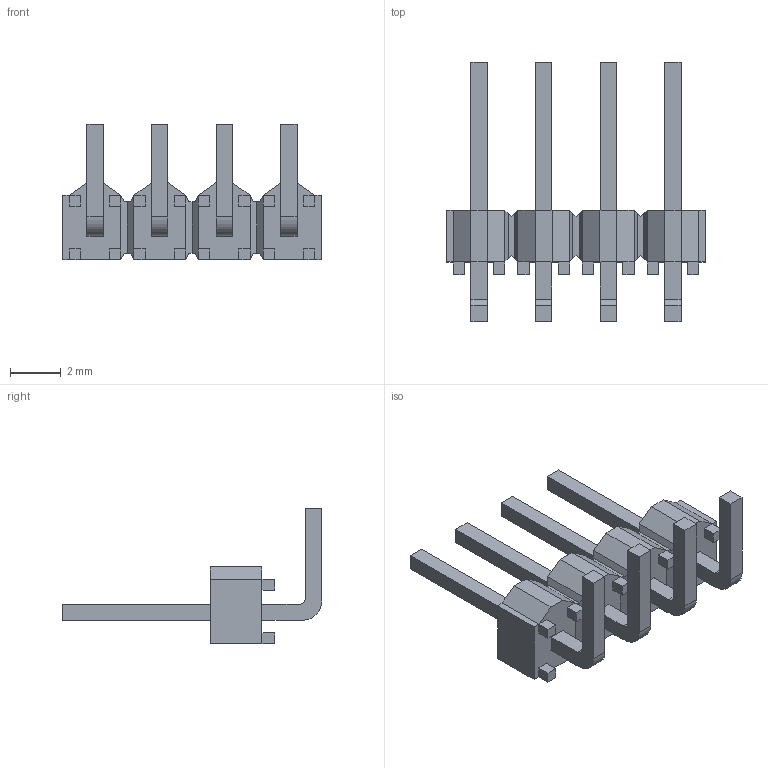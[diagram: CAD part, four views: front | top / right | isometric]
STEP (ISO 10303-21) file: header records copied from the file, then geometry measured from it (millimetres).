
FILE_DESCRIPTION(/* description */ ('STEP AP203'),/* implementation_level */ '2;1');
FILE_NAME(/* name */ 'MTSW-104-08-G-S-229-RA',/* time_stamp */ '2025-12-02T13:39:16+01:00',/* author */ ('License CC BY-ND 4.0'),/* organization */ ('CADENAS'),/* preprocessor_version */ 'ST-DEVELOPER v20',/* originating_system */ 'PARTsolutions',/* authorisation */ ' ');
FILE_SCHEMA (('CONFIG_CONTROL_DESIGN'));
Length unit declared in the file: inch
Products named in the file (3): MTSW-104-08-G-S-229-RA; MTSW-104-08-G-S-229-RA_body; MTSW-104-08-S-229-RA
Assembly tree (2 placements, depth 2):
  MTSW-104-08-G-S-229-RA
    MTSW-104-08-G-S-229-RA_body
    MTSW-104-08-S-229-RA
Bounding box: 10.16 x 10.2 x 5.33 mm (x, y, z)
Volume: 77 mm3; surface area: 303 mm2
Topology: 2 solids, 2 shells, 208 faces, 534 edges, 340 vertices
Faces by surface type: plane 200, cylinder 8
Entity records: 6207 total; most frequent: CARTESIAN_POINT 1085, ORIENTED_EDGE 1068, DIRECTION 972, EDGE_CURVE 534, LINE 518, VECTOR 518, VERTEX_POINT 340, AXIS2_PLACEMENT_3D 227
